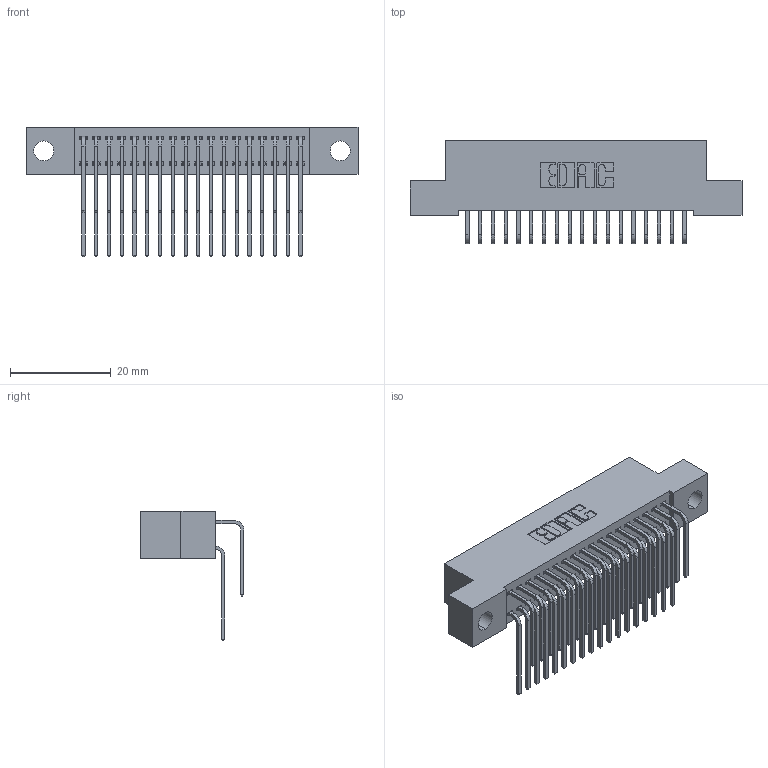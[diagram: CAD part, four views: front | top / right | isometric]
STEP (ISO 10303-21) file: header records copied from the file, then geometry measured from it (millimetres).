
FILE_DESCRIPTION (( 'STEP AP203' ), '1' );
FILE_NAME ('392-036-559-204.STEP', '2018-08-16T04:03:39', ( '' ), ( '' ), 'SwSTEP 2.0', 'SolidWorks 2016', '' );
FILE_SCHEMA (( 'CONFIG_CONTROL_DESIGN' ));
Length unit declared in the file: inch
Products named in the file (4): 345-292-001_559 Tail - 2; 392-036-559-204; 342 Part_.156 TH; 345-292-001_558 559 Tail - 1
Assembly tree (37 placements, depth 2):
  392-036-559-204
    342 Part_.156 TH
    345-292-001_558 559 Tail - 1  x18
    345-292-001_559 Tail - 2  x18
Bounding box: 66.04 x 20.64 x 25.78 mm (x, y, z)
Volume: 5940.7 mm3; surface area: 9842.3 mm2
Topology: 37 solids, 37 shells, 2054 faces, 6095 edges, 4014 vertices
Faces by surface type: plane 1434, cylinder 620
Entity records: 16339 total; most frequent: CARTESIAN_POINT 2785, ORIENTED_EDGE 2670, DIRECTION 2403, EDGE_CURVE 1335, VECTOR 1167, LINE 1167, VERTEX_POINT 886, AXIS2_PLACEMENT_3D 618
